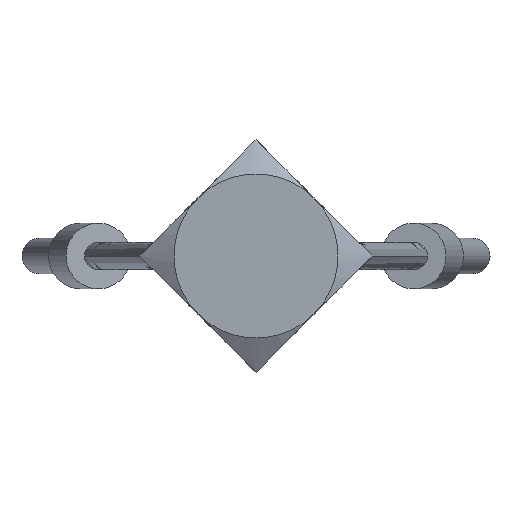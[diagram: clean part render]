
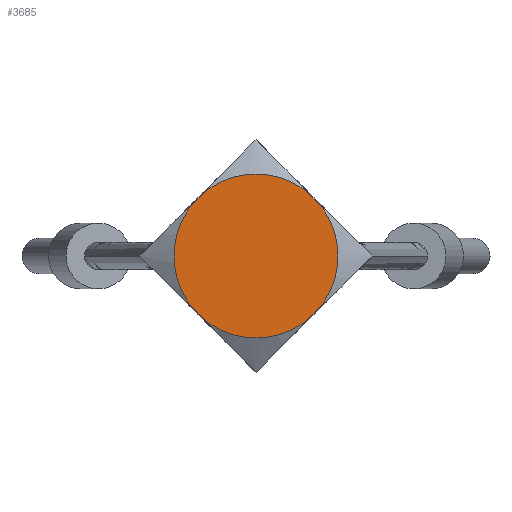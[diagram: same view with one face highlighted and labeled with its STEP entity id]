
A CAD part, front view. The second image highlights one B-rep face of the part: STEP entity #3685.
In plain terms, the highlighted free-form (B-spline) face has degree [1, 1] with [2, 2] control points.
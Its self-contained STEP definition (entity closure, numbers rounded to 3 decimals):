
#21=CARTESIAN_POINT('',(0.,0.,0.));
#22=DIRECTION('',(0.,-1.,0.));
#23=DIRECTION('',(-0.707,0.,-0.707));
#24=AXIS2_PLACEMENT_3D('',#21,#22,#23);
#30=CARTESIAN_POINT('',(0.,0.,0.));
#31=DIRECTION('',(0.,-1.,0.));
#32=DIRECTION('',(0.707,0.,0.707));
#33=AXIS2_PLACEMENT_3D('',#30,#31,#32);
#38=CARTESIAN_POINT('',(0.,0.,0.));
#39=DIRECTION('',(0.,-1.,0.));
#40=DIRECTION('',(0.707,0.,-0.707));
#41=AXIS2_PLACEMENT_3D('',#38,#39,#40);
#539=CARTESIAN_POINT('',(0.,0.,0.));
#540=DIRECTION('',(0.,-1.,0.));
#541=DIRECTION('',(-0.707,0.,0.707));
#542=AXIS2_PLACEMENT_3D('',#539,#540,#541);
#3198=CARTESIAN_POINT('',(2.121,0.,2.121));
#3199=CARTESIAN_POINT('',(-2.121,0.,2.121));
#3200=VERTEX_POINT('',#3198);
#3201=VERTEX_POINT('',#3199);
#3202=CARTESIAN_POINT('',(-2.121,0.,-2.121));
#3203=CARTESIAN_POINT('',(2.121,0.,-2.121));
#3204=VERTEX_POINT('',#3202);
#3205=VERTEX_POINT('',#3203);
#3670=CARTESIAN_POINT('',(-3.12,0.,3.12));
#3671=CARTESIAN_POINT('',(-3.12,0.,-3.12));
#3672=CARTESIAN_POINT('',(3.12,0.,3.12));
#3673=CARTESIAN_POINT('',(3.12,0.,-3.12));
#3674=B_SPLINE_SURFACE_WITH_KNOTS('',1,1,((#3670,#3671),(#3672,#3673)),
.UNSPECIFIED.,.F.,.F.,.F.,(2,2),(2,2),(-3.12,3.12),(-3.12,3.12),
.UNSPECIFIED.);
#3676=ORIENTED_EDGE('',*,*,#3675,.F.);
#3678=ORIENTED_EDGE('',*,*,#3677,.F.);
#3680=ORIENTED_EDGE('',*,*,#3679,.F.);
#3682=ORIENTED_EDGE('',*,*,#3681,.F.);
#3683=EDGE_LOOP('',(#3676,#3678,#3680,#3682));
#3684=FACE_OUTER_BOUND('',#3683,.F.);
#25=CIRCLE('',#24,3.);
#34=CIRCLE('',#33,3.);
#42=CIRCLE('',#41,3.);
#543=CIRCLE('',#542,3.);
#3675=EDGE_CURVE('',#3205,#3200,#42,.T.);
#3677=EDGE_CURVE('',#3204,#3205,#25,.T.);
#3679=EDGE_CURVE('',#3201,#3204,#543,.T.);
#3681=EDGE_CURVE('',#3200,#3201,#34,.T.);
#3685=ADVANCED_FACE('',(#3684),#3674,.F.);
